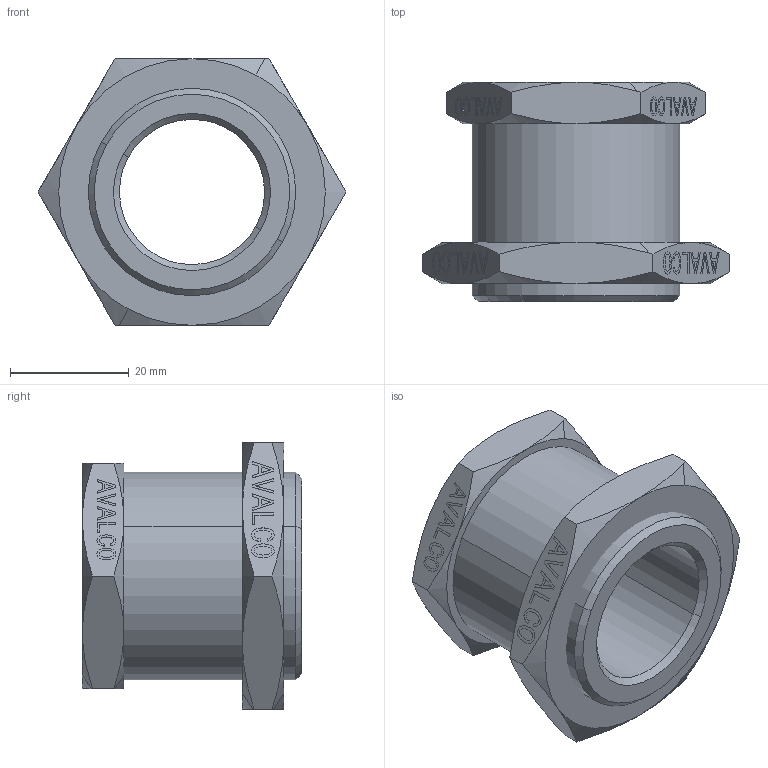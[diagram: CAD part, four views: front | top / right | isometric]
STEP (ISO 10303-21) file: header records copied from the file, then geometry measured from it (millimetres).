
FILE_DESCRIPTION(( 'RA.44.00.34A.stp' ), '1');
FILE_NAME( 'RA.44.00.34A.stp', '2018-10-12T08:36:42',( 'Sopra'),('sopra-pneumatic.com'), 'SwSTEP 2.0','SolidWorks 2009','' );
FILE_SCHEMA(('CONFIG_CONTROL_DESIGN'));
Length unit declared in the file: millimetre
Products named in the file (1): DN593-G34
Bounding box: 51.96 x 37 x 45 mm (x, y, z)
Volume: 26771.7 mm3; surface area: 11979.8 mm2
Topology: 2 solids, 2 shells, 733 faces, 1992 edges, 1318 vertices
Faces by surface type: plane 689, cone 38, cylinder 6
Entity records: 21952 total; most frequent: CARTESIAN_POINT 4154, ORIENTED_EDGE 3984, DIRECTION 3072, EDGE_CURVE 1992, VECTOR 1886, LINE 1886, VERTEX_POINT 1318, EDGE_LOOP 792
